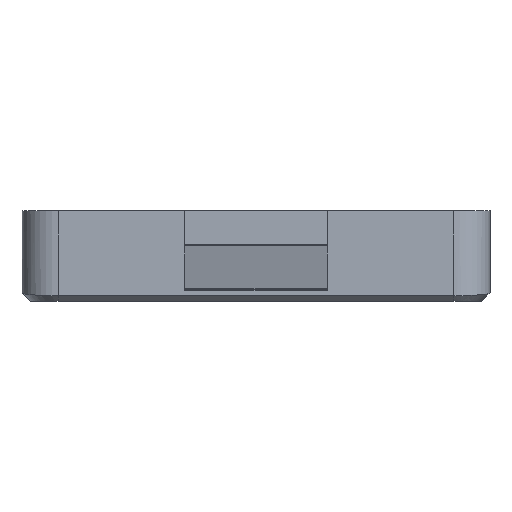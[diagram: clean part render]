
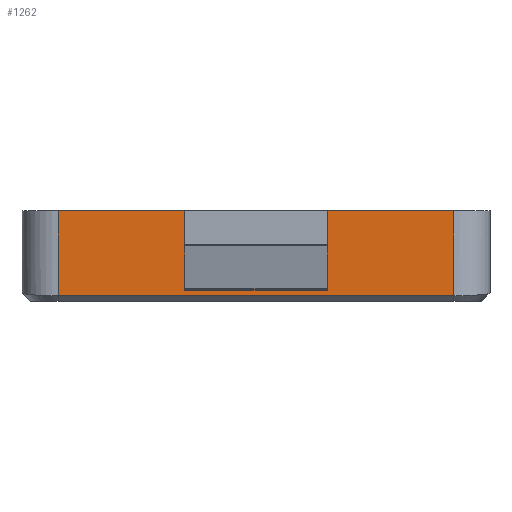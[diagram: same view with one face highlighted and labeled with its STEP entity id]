
A CAD part, front view. The second image highlights one B-rep face of the part: STEP entity #1262.
In plain terms, the highlighted planar face has unit normal (0, -1, 0).
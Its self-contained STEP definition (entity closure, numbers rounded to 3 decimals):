
#134=FACE_OUTER_BOUND('',#213,.T.);
#213=EDGE_LOOP('',(#1123,#1124,#1125,#1126,#1127,#1128,#1129,#1130));
#309=LINE('',#2016,#420);
#313=LINE('',#2032,#424);
#354=LINE('',#2238,#465);
#369=LINE('',#2287,#480);
#370=LINE('',#2289,#481);
#372=LINE('',#2293,#483);
#374=LINE('',#2296,#485);
#381=LINE('',#2332,#492);
#420=VECTOR('',#1471,10.);
#424=VECTOR('',#1483,10.);
#465=VECTOR('',#1618,10.);
#480=VECTOR('',#1681,10.);
#481=VECTOR('',#1684,10.);
#483=VECTOR('',#1688,10.);
#485=VECTOR('',#1692,10.);
#492=VECTOR('',#1709,10.);
#527=VERTEX_POINT('',#1960);
#547=VERTEX_POINT('',#2013);
#548=VERTEX_POINT('',#2015);
#555=VERTEX_POINT('',#2029);
#556=VERTEX_POINT('',#2031);
#600=VERTEX_POINT('',#2237);
#610=VERTEX_POINT('',#2285);
#611=VERTEX_POINT('',#2291);
#676=EDGE_CURVE('',#548,#547,#309,.T.);
#684=EDGE_CURVE('',#556,#555,#313,.T.);
#753=EDGE_CURVE('',#600,#556,#354,.T.);
#775=EDGE_CURVE('',#547,#610,#369,.T.);
#776=EDGE_CURVE('',#610,#600,#370,.T.);
#778=EDGE_CURVE('',#611,#527,#372,.T.);
#780=EDGE_CURVE('',#527,#555,#374,.T.);
#791=EDGE_CURVE('',#548,#611,#381,.T.);
#1123=ORIENTED_EDGE('',*,*,#753,.T.);
#1124=ORIENTED_EDGE('',*,*,#684,.T.);
#1125=ORIENTED_EDGE('',*,*,#780,.F.);
#1126=ORIENTED_EDGE('',*,*,#778,.F.);
#1127=ORIENTED_EDGE('',*,*,#791,.F.);
#1128=ORIENTED_EDGE('',*,*,#676,.T.);
#1129=ORIENTED_EDGE('',*,*,#775,.T.);
#1130=ORIENTED_EDGE('',*,*,#776,.T.);
#1199=PLANE('',#1383);
#1262=ADVANCED_FACE('',(#134),#1199,.T.);
#1383=AXIS2_PLACEMENT_3D('',#2343,#1710,#1711);
#1471=DIRECTION('',(-1.,0.,0.));
#1483=DIRECTION('',(-1.,0.,0.));
#1618=DIRECTION('',(0.,0.,1.));
#1681=DIRECTION('',(0.,0.,-1.));
#1684=DIRECTION('',(-1.,0.,0.));
#1688=DIRECTION('',(-1.,0.,0.));
#1692=DIRECTION('',(0.,0.,1.));
#1709=DIRECTION('',(0.,0.,-1.));
#1710=DIRECTION('center_axis',(0.,-1.,0.));
#1711=DIRECTION('ref_axis',(1.,0.,0.));
#1960=CARTESIAN_POINT('',(43.648,24.8,-8.232));
#2013=CARTESIAN_POINT('',(73.353,24.8,1.15));
#2015=CARTESIAN_POINT('',(87.35,24.8,1.15));
#2016=CARTESIAN_POINT('',(65.499,24.8,1.15));
#2029=CARTESIAN_POINT('',(43.648,24.8,1.15));
#2031=CARTESIAN_POINT('',(57.645,24.8,1.15));
#2032=CARTESIAN_POINT('',(65.499,24.8,1.15));
#2237=CARTESIAN_POINT('',(57.645,24.8,-7.631));
#2238=CARTESIAN_POINT('',(57.645,24.8,5.4));
#2285=CARTESIAN_POINT('',(73.353,24.8,-7.631));
#2287=CARTESIAN_POINT('',(73.353,24.8,5.4));
#2289=CARTESIAN_POINT('',(49.151,24.8,-7.631));
#2291=CARTESIAN_POINT('',(87.35,24.8,-8.232));
#2293=CARTESIAN_POINT('',(76.424,24.8,-8.232));
#2296=CARTESIAN_POINT('',(43.648,24.8,9.65));
#2332=CARTESIAN_POINT('',(87.35,24.8,-7.632));
#2343=CARTESIAN_POINT('Origin',(39.648,24.8,9.65));
